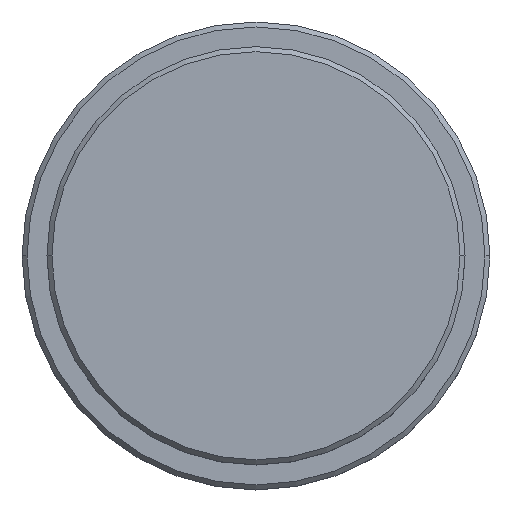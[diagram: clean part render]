
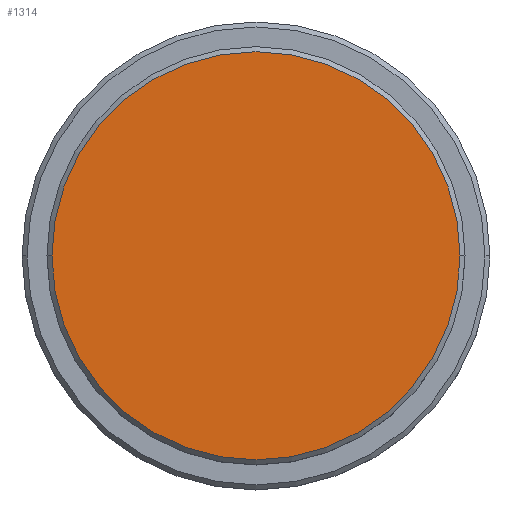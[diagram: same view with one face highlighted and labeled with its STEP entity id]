
A CAD part, top view. The second image highlights one B-rep face of the part: STEP entity #1314.
In plain terms, the highlighted planar face has unit normal (0, 0, 1).
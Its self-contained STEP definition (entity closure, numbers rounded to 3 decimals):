
#7 = EDGE_CURVE ( 'NONE', #1278, #138, #1202, .T. ) ;
#79 = EDGE_CURVE ( 'NONE', #138, #1278, #1387, .T. ) ;
#138 = VERTEX_POINT ( 'NONE', #860 ) ;
#160 = FACE_OUTER_BOUND ( 'NONE', #567, .T. ) ;
#165 = ORIENTED_EDGE ( 'NONE', *, *, #7, .T. ) ;
#171 = DIRECTION ( 'NONE',  ( 1., 0., 0. ) ) ;
#184 = AXIS2_PLACEMENT_3D ( 'NONE', #489, #277, #1353 ) ;
#191 = DIRECTION ( 'NONE',  ( 0., 0., 1. ) ) ;
#233 = AXIS2_PLACEMENT_3D ( 'NONE', #1174, #747, #1189 ) ;
#277 = DIRECTION ( 'NONE',  ( 0., 0., 1. ) ) ;
#304 = CARTESIAN_POINT ( 'NONE',  ( 20.5, 0., 0. ) ) ;
#398 = PLANE ( 'NONE',  #740 ) ;
#456 = ORIENTED_EDGE ( 'NONE', *, *, #79, .T. ) ;
#489 = CARTESIAN_POINT ( 'NONE',  ( 0., 0., 0. ) ) ;
#567 = EDGE_LOOP ( 'NONE', ( #456, #165 ) ) ;
#740 = AXIS2_PLACEMENT_3D ( 'NONE', #930, #191, #171 ) ;
#747 = DIRECTION ( 'NONE',  ( 0., 0., 1. ) ) ;
#860 = CARTESIAN_POINT ( 'NONE',  ( -20.5, 0., 0. ) ) ;
#930 = CARTESIAN_POINT ( 'NONE',  ( 0., 0., 0. ) ) ;
#1174 = CARTESIAN_POINT ( 'NONE',  ( 0., 0., 0. ) ) ;
#1189 = DIRECTION ( 'NONE',  ( 1., 0., 0. ) ) ;
#1202 = CIRCLE ( 'NONE', #184, 20.5 ) ;
#1278 = VERTEX_POINT ( 'NONE', #304 ) ;
#1314 = ADVANCED_FACE ( 'NONE', ( #160 ), #398, .T. ) ;
#1353 = DIRECTION ( 'NONE',  ( 1., 0., 0. ) ) ;
#1387 = CIRCLE ( 'NONE', #233, 20.5 ) ;
